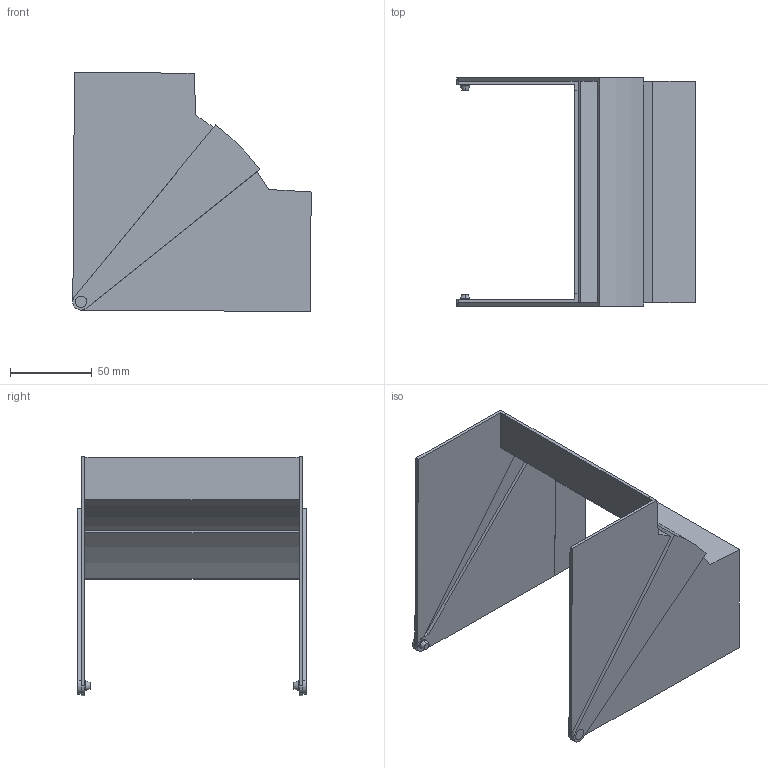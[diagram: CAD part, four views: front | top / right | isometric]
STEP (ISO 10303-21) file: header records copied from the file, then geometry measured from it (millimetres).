
FILE_DESCRIPTION (( 'STEP AP214' ), '1' );
FILE_NAME ('6274440.stp', '2016-05-06T12:49:58', ( '' ), ( '' ), 'SwSTEP 2.0', 'SolidWorks 2014', '' );
FILE_SCHEMA (( 'AUTOMOTIVE_DESIGN' ));
Length unit declared in the file: millimetre
Products named in the file (4): 039521_Standard; 039520_Standard; 6274440; 034959_Standard
Assembly tree (4 placements, depth 2):
  6274440
    039520_Standard
    039521_Standard
    034959_Standard  x2
Bounding box: 145.47 x 139.4 x 146.01 mm (x, y, z)
Volume: 119143.8 mm3; surface area: 118744.8 mm2
Topology: 4 solids, 4 shells, 93 faces, 227 edges, 146 vertices
Faces by surface type: plane 49, cylinder 36, cone 8
Entity records: 2904 total; most frequent: DIRECTION 431, CARTESIAN_POINT 425, ORIENTED_EDGE 402, EDGE_CURVE 201, AXIS2_PLACEMENT_3D 146, VECTOR 139, LINE 139, VERTEX_POINT 130
